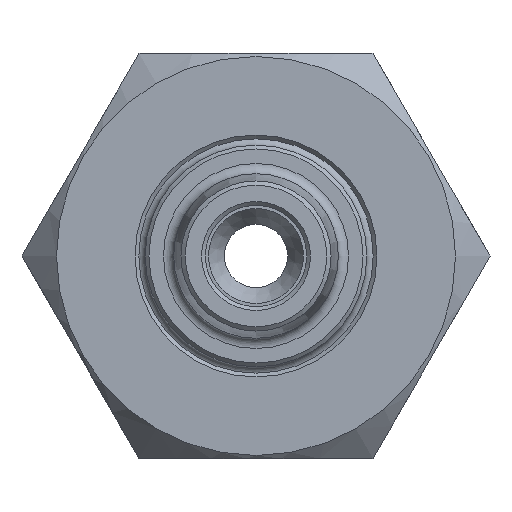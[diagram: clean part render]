
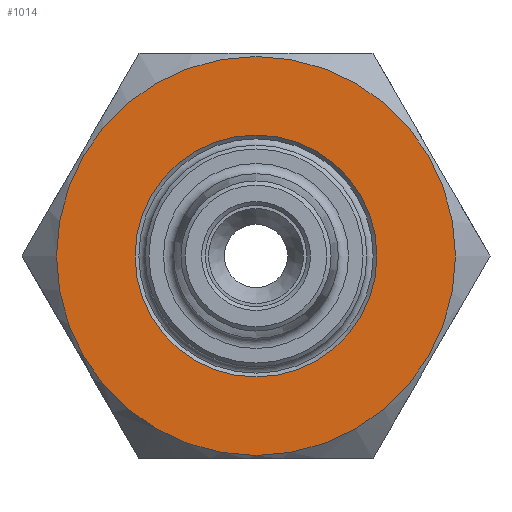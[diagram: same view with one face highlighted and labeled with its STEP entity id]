
A CAD part, left-side view. The second image highlights one B-rep face of the part: STEP entity #1014.
In plain terms, the highlighted planar face has unit normal (-1, 0, 0).
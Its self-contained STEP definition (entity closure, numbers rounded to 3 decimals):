
#47=FACE_BOUND('',#174,.T.);
#74=PLANE('',#1165);
#105=FACE_OUTER_BOUND('',#173,.T.);
#173=EDGE_LOOP('',(#733));
#174=EDGE_LOOP('',(#734));
#351=CIRCLE('',#1146,15.75);
#358=CIRCLE('',#1160,9.55);
#449=VERTEX_POINT('',#1727);
#455=VERTEX_POINT('',#1753);
#548=EDGE_CURVE('',#449,#449,#351,.T.);
#560=EDGE_CURVE('',#455,#455,#358,.T.);
#733=ORIENTED_EDGE('',*,*,#548,.T.);
#734=ORIENTED_EDGE('',*,*,#560,.F.);
#1014=ADVANCED_FACE('',(#105,#47),#74,.T.);
#1146=AXIS2_PLACEMENT_3D('',#1729,#1315,#1316);
#1160=AXIS2_PLACEMENT_3D('',#1754,#1348,#1349);
#1165=AXIS2_PLACEMENT_3D('',#1764,#1360,#1361);
#1315=DIRECTION('center_axis',(-1.,0.,0.));
#1316=DIRECTION('ref_axis',(0.,1.,0.));
#1348=DIRECTION('center_axis',(-1.,0.,0.));
#1349=DIRECTION('ref_axis',(0.,0.,-1.));
#1360=DIRECTION('center_axis',(-1.,0.,0.));
#1361=DIRECTION('ref_axis',(0.,0.,1.));
#1727=CARTESIAN_POINT('',(-13.5,-15.75,0.));
#1729=CARTESIAN_POINT('Origin',(-13.5,0.,0.));
#1753=CARTESIAN_POINT('',(-13.5,0.,9.55));
#1754=CARTESIAN_POINT('Origin',(-13.5,0.,0.));
#1764=CARTESIAN_POINT('Origin',(-13.5,0.,0.));
